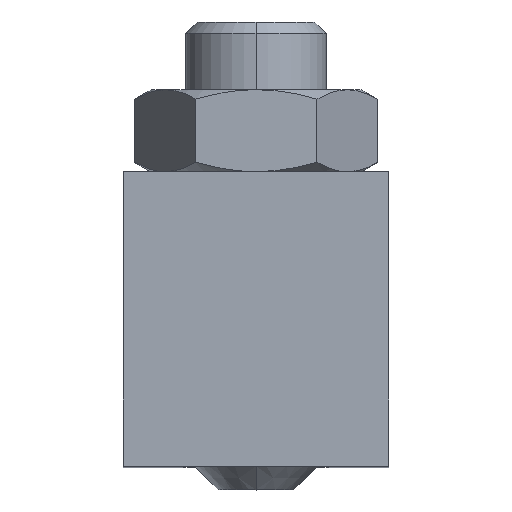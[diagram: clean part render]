
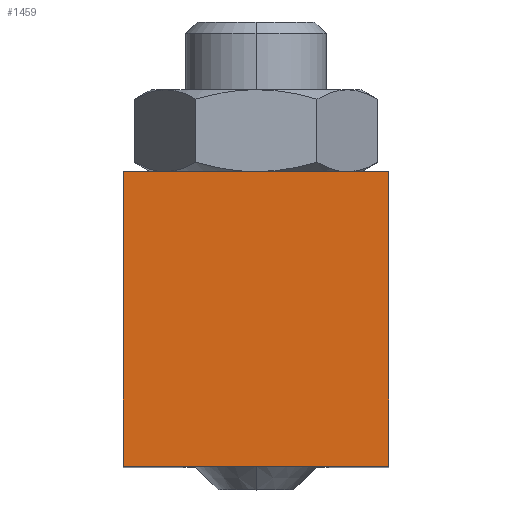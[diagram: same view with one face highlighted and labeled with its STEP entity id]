
A CAD part, top view. The second image highlights one B-rep face of the part: STEP entity #1459.
In plain terms, the highlighted planar face has unit normal (0, 0, 1).
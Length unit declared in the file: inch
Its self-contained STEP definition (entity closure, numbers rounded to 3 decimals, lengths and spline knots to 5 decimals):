
#71=DIRECTION('',(0.,-1.,0.));
#72=VECTOR('',#71,0.787);
#73=CARTESIAN_POINT('',(-0.3545,0.787,2.677));
#74=LINE('',#73,#72);
#214=DIRECTION('',(0.,-1.,0.));
#215=VECTOR('',#214,0.787);
#216=CARTESIAN_POINT('',(0.3545,0.787,2.677));
#217=LINE('',#216,#215);
#284=DIRECTION('',(1.,0.,0.));
#285=VECTOR('',#284,0.709);
#286=CARTESIAN_POINT('',(-0.3545,0.,2.677));
#287=LINE('',#286,#285);
#336=DIRECTION('',(1.,0.,0.));
#337=VECTOR('',#336,0.709);
#338=CARTESIAN_POINT('',(-0.3545,0.787,2.677));
#339=LINE('',#338,#337);
#1074=CARTESIAN_POINT('',(-0.3545,0.787,2.677));
#1076=VERTEX_POINT('',#1074);
#1077=CARTESIAN_POINT('',(-0.3545,0.,2.677));
#1078=VERTEX_POINT('',#1077);
#1080=CARTESIAN_POINT('',(0.3545,0.787,2.677));
#1082=VERTEX_POINT('',#1080);
#1083=CARTESIAN_POINT('',(0.3545,0.,2.677));
#1084=VERTEX_POINT('',#1083);
#1447=CARTESIAN_POINT('',(-0.3545,0.787,2.677));
#1448=DIRECTION('',(0.,0.,1.));
#1449=DIRECTION('',(0.,-1.,0.));
#1450=AXIS2_PLACEMENT_3D('',#1447,#1448,#1449);
#1451=PLANE('',#1450);
#1452=ORIENTED_EDGE('',*,*,#1230,.F.);
#1454=ORIENTED_EDGE('',*,*,#1453,.T.);
#1455=ORIENTED_EDGE('',*,*,#1340,.T.);
#1456=ORIENTED_EDGE('',*,*,#1427,.F.);
#1457=EDGE_LOOP('',(#1452,#1454,#1455,#1456));
#1458=FACE_OUTER_BOUND('',#1457,.F.);
#1230=EDGE_CURVE('',#1076,#1078,#74,.T.);
#1340=EDGE_CURVE('',#1082,#1084,#217,.T.);
#1427=EDGE_CURVE('',#1078,#1084,#287,.T.);
#1453=EDGE_CURVE('',#1076,#1082,#339,.T.);
#1459=ADVANCED_FACE('',(#1458),#1451,.T.);
